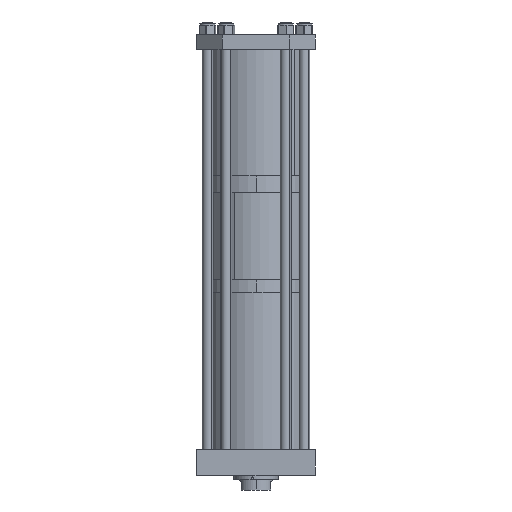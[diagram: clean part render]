
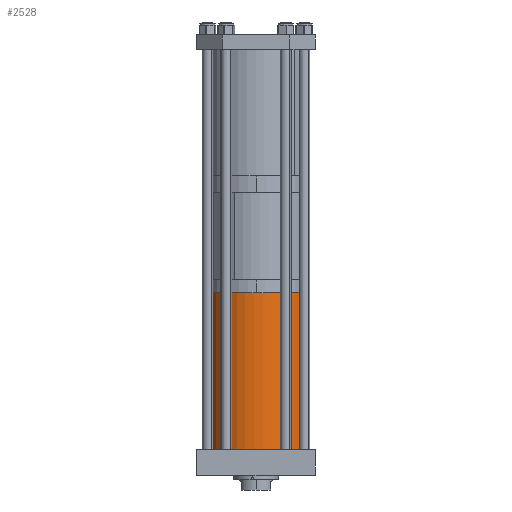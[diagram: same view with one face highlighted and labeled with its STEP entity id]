
A CAD part, left-side view. The second image highlights one B-rep face of the part: STEP entity #2528.
In plain terms, the highlighted cylindrical face has radius 152.4 mm (diameter 304.8 mm), a partial arc.
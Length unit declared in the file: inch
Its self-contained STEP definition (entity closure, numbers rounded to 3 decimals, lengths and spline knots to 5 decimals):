
#584 = CARTESIAN_POINT ( 'NONE',  ( -6., 0., 0. ) ) ;
#913 = DIRECTION ( 'NONE',  ( 1., 0., 0. ) ) ;
#1051 = CARTESIAN_POINT ( 'NONE',  ( 6., 0., 0. ) ) ;
#1267 = CARTESIAN_POINT ( 'NONE',  ( -6., 0., 18.514 ) ) ;
#1442 = ORIENTED_EDGE ( 'NONE', *, *, #5448, .F. ) ;
#1596 = EDGE_LOOP ( 'NONE', ( #1442, #2977, #9397, #2173 ) ) ;
#1634 = CARTESIAN_POINT ( 'NONE',  ( -6., 0., 18.514 ) ) ;
#1788 = DIRECTION ( 'NONE',  ( 0., 0., 1. ) ) ;
#2173 = ORIENTED_EDGE ( 'NONE', *, *, #3788, .T. ) ;
#2393 = CARTESIAN_POINT ( 'NONE',  ( 0., 0., 18.514 ) ) ;
#2528 = ADVANCED_FACE ( 'NONE', ( #8721 ), #3789, .T. ) ;
#2836 = AXIS2_PLACEMENT_3D ( 'NONE', #4552, #1788, #913 ) ;
#2907 = EDGE_CURVE ( 'NONE', #7266, #7795, #5227, .T. ) ;
#2977 = ORIENTED_EDGE ( 'NONE', *, *, #2907, .F. ) ;
#3283 = LINE ( 'NONE', #1267, #3707 ) ;
#3355 = VECTOR ( 'NONE', #8030, 39.37008 ) ;
#3707 = VECTOR ( 'NONE', #4277, 39.37008 ) ;
#3788 = EDGE_CURVE ( 'NONE', #4726, #5766, #6033, .T. ) ;
#3789 = CYLINDRICAL_SURFACE ( 'NONE', #5318, 6. ) ;
#4207 = DIRECTION ( 'NONE',  ( 0., 0., 1. ) ) ;
#4277 = DIRECTION ( 'NONE',  ( 0., 0., -1. ) ) ;
#4552 = CARTESIAN_POINT ( 'NONE',  ( 0., 0., 0. ) ) ;
#4618 = DIRECTION ( 'NONE',  ( -1., 0., 0. ) ) ;
#4726 = VERTEX_POINT ( 'NONE', #584 ) ;
#5227 = CIRCLE ( 'NONE', #5525, 6. ) ;
#5318 = AXIS2_PLACEMENT_3D ( 'NONE', #9139, #8268, #4618 ) ;
#5448 = EDGE_CURVE ( 'NONE', #7795, #5766, #10821, .T. ) ;
#5525 = AXIS2_PLACEMENT_3D ( 'NONE', #2393, #4207, #10527 ) ;
#5766 = VERTEX_POINT ( 'NONE', #1051 ) ;
#6033 = CIRCLE ( 'NONE', #2836, 6. ) ;
#6172 = CARTESIAN_POINT ( 'NONE',  ( 6., 0., 18.514 ) ) ;
#7266 = VERTEX_POINT ( 'NONE', #1634 ) ;
#7795 = VERTEX_POINT ( 'NONE', #11492 ) ;
#8030 = DIRECTION ( 'NONE',  ( 0., 0., -1. ) ) ;
#8268 = DIRECTION ( 'NONE',  ( 0., 0., -1. ) ) ;
#8721 = FACE_OUTER_BOUND ( 'NONE', #1596, .T. ) ;
#9139 = CARTESIAN_POINT ( 'NONE',  ( 0., 0., 18.514 ) ) ;
#9397 = ORIENTED_EDGE ( 'NONE', *, *, #10531, .T. ) ;
#10527 = DIRECTION ( 'NONE',  ( 1., 0., 0. ) ) ;
#10531 = EDGE_CURVE ( 'NONE', #7266, #4726, #3283, .T. ) ;
#10821 = LINE ( 'NONE', #6172, #3355 ) ;
#11492 = CARTESIAN_POINT ( 'NONE',  ( 6., 0., 18.514 ) ) ;
